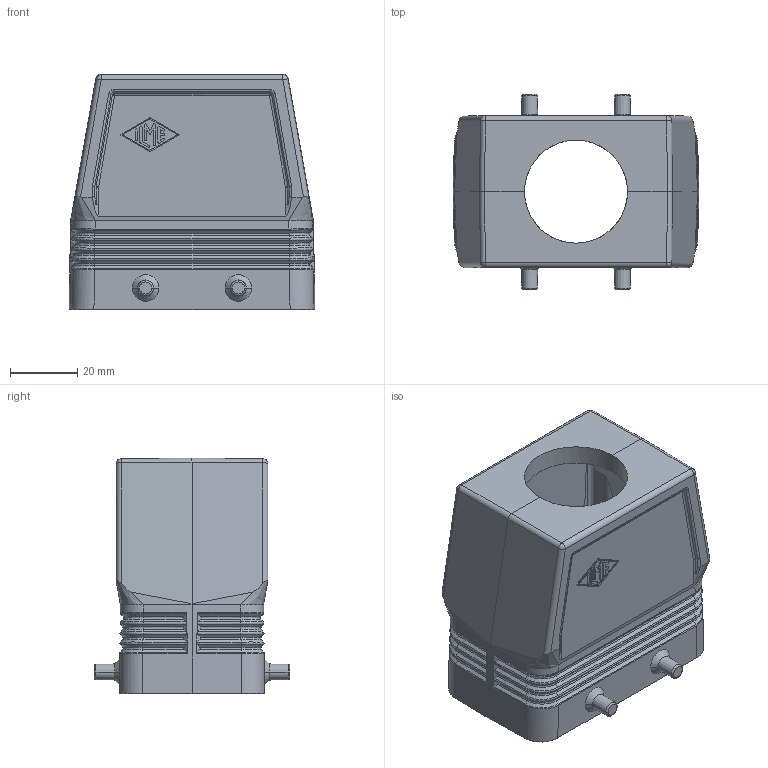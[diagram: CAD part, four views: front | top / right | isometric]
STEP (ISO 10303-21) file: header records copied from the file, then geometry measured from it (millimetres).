
FILE_DESCRIPTION(('Creo Elements/Direct Modeling STEP Export'),'2;1');
FILE_NAME('0ln7uvk5kpn3si84668','2022-09-19T14:15:36',(''),(''),'Creo Elements/Direct Modeling STEP processor for AP214 (Solid Model)','Creo Elements/Direct Modeling 20.1B 02-Apr-2019 (C) Parametric Technology GmbH','');
FILE_SCHEMA(('AUTOMOTIVE_DESIGN { 1 0 10303 214 1 1 1 1 }'));
Products named in the file (2): MFVR 10.32
Assembly tree (1 placements, depth 2):
  MFVR 10.32
    MFVR 10.32
Bounding box: 72.99 x 58 x 70 mm (x, y, z)
Volume: 66880.7 mm3; surface area: 32663.3 mm2
Topology: 1 solids, 1 shells, 497 faces, 1201 edges, 705 vertices
Faces by surface type: plane 170, cylinder 126, bspline 125, extrusion 30, cone 24, sphere 14, torus 8
Entity records: 45242 total; most frequent: CARTESIAN_POINT 31123, ORIENTED_EDGE 2374, DIRECTION 1664, EDGE_CURVE 1187, VERTEX_POINT 705, VECTOR 624, LINE 594, AXIS2_PLACEMENT_3D 520
